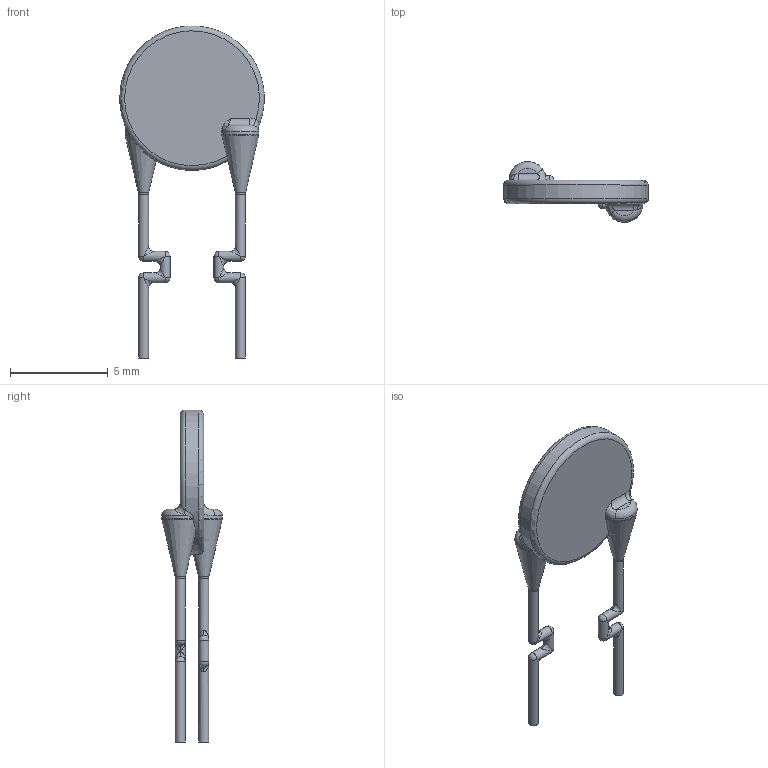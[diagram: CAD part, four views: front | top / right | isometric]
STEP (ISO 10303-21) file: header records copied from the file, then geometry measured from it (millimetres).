
FILE_DESCRIPTION(/* description */ (''),/* implementation_level */ '2;1');
FILE_NAME(/* name */ 'FUSR_BOURNS_MF-RX_STYLE1-D7.4MM.stp',/* time_stamp */ '2015-07-22T14:11:12+02:00',/* author */ ('bcivel'),/* organization */ ('Bourns, Inc.'),/* preprocessor_version */ 'ST-DEVELOPER v15.5',/* originating_system */ 'AutoCAD Mechanical',/* authorisation */ '');
FILE_SCHEMA (('AUTOMOTIVE_DESIGN { 1 0 10303 214 3 1 1 }'));
Length unit declared in the file: millimetre
Products named in the file (1): Product
Bounding box: 7.39 x 3.1 x 16.99 mm (x, y, z)
Volume: 63 mm3; surface area: 163.6 mm2
Topology: 3 solids, 3 shells, 67 faces, 146 edges, 85 vertices
Faces by surface type: bspline 24, cylinder 15, plane 10, torus 8, sphere 8, cone 2
Full cylindrical faces by diameter (mm): 0.51 x10, 7.4 x1
Entity records: 4156 total; most frequent: CARTESIAN_POINT 2887, DIRECTION 252, ORIENTED_EDGE 244, EDGE_CURVE 122, AXIS2_PLACEMENT_3D 122, EDGE_LOOP 82, VERTEX_POINT 76, FACE_OUTER_BOUND 67
